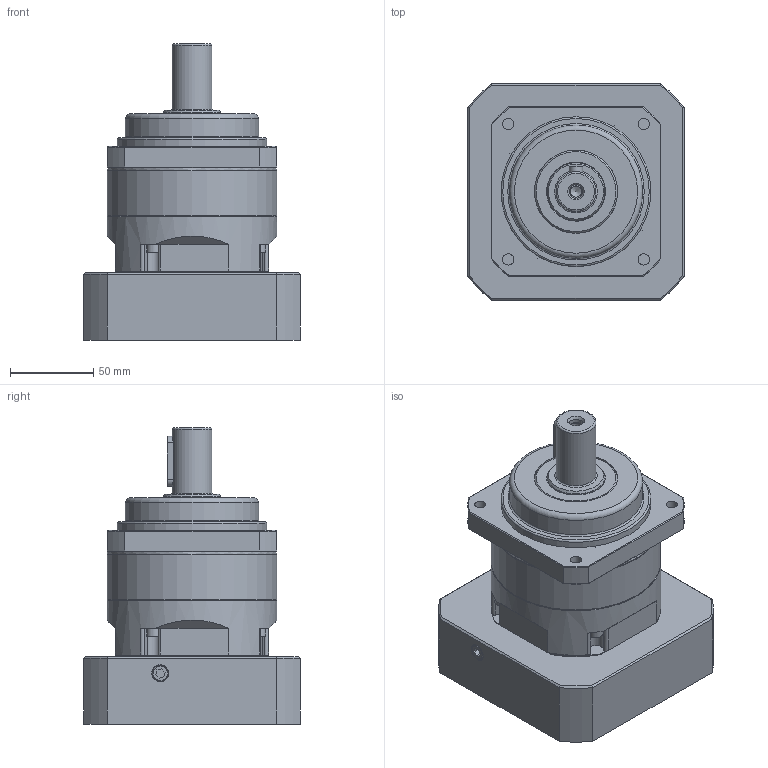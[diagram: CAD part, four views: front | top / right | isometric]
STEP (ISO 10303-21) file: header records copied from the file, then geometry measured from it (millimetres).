
FILE_DESCRIPTION((''),'2;1');
FILE_NAME('KFA100-1 (S24).stp','2013-11-12T16:02:30',('young'),(''),'Autodesk Inventor 2012','Autodesk Inventor 2012','');
FILE_SCHEMA(('AUTOMOTIVE_DESIGN { 1 0 10303 214 1 1 1 1 }'));
Length unit declared in the file: millimetre
Products named in the file (1): KFA100-1 (S24)
Bounding box: 130 x 130 x 178 mm (x, y, z)
Volume: 658321.8 mm3; surface area: 195077.2 mm2
Topology: 21 solids, 21 shells, 660 faces, 1785 edges, 1204 vertices
Faces by surface type: plane 296, cylinder 225, cone 106, torus 19, bspline 14
Full cylindrical faces by diameter (mm): 4.2 x4, 5 x96, 5.1 x1, 5.5 x4, 6 x5, 6.5 x1, 6.8 x13, 8 x1, 8.433 x2, 8.5 x4, 9.5 x2, 10 x5, 24 x2, 25 x1, 29.8 x1, 30 x1, 32 x1, 34.8 x1, 35 x1, 37 x1, 39 x1, 43 x1, 45 x3, 48 x1, 50 x2, 68 x1, 74 x1, 78 x2, 80 x1, 84 x1
Entity records: 39968 total; most frequent: CARTESIAN_POINT 26273, ORIENTED_EDGE 2954, DIRECTION 2588, EDGE_CURVE 1477, VERTEX_POINT 1156, AXIS2_PLACEMENT_3D 1037, EDGE_LOOP 817, FACE_OUTER_BOUND 568
